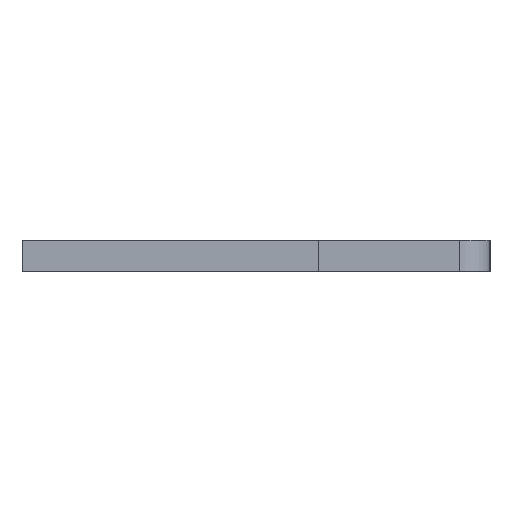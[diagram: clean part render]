
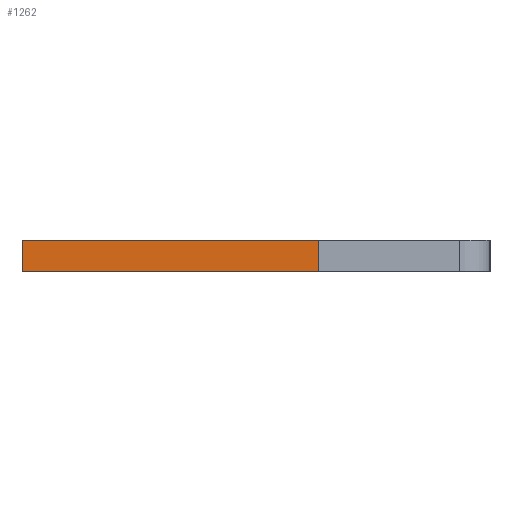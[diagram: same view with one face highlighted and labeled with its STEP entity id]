
A CAD part, left-side view. The second image highlights one B-rep face of the part: STEP entity #1262.
In plain terms, the highlighted face is planar.
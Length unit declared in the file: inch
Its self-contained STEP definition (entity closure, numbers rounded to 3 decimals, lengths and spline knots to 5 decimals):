
#4 = CARTESIAN_POINT ( 'NONE',  ( 0.01, -0.04, -0.04 ) ) ;
#149 = DIRECTION ( 'NONE',  ( 0., 0., 1. ) ) ;
#155 = ORIENTED_EDGE ( 'NONE', *, *, #746, .T. ) ;
#198 = EDGE_LOOP ( 'NONE', ( #155, #913, #981, #848 ) ) ;
#206 = CARTESIAN_POINT ( 'NONE',  ( -0.01, -0.04, -0.04 ) ) ;
#248 = VERTEX_POINT ( 'NONE', #1040 ) ;
#266 = DIRECTION ( 'NONE',  ( -1., 0., 0. ) ) ;
#297 = VECTOR ( 'NONE', #266, 39.37008 ) ;
#360 = VECTOR ( 'NONE', #863, 39.37008 ) ;
#362 = CARTESIAN_POINT ( 'NONE',  ( -0.01, 0.15, -0.04 ) ) ;
#389 = CARTESIAN_POINT ( 'NONE',  ( 0.01, 0.15, -0.04 ) ) ;
#400 = CARTESIAN_POINT ( 'NONE',  ( 0.01, 0.15, -0.04 ) ) ;
#412 = PLANE ( 'NONE',  #1274 ) ;
#435 = VECTOR ( 'NONE', #882, 39.37008 ) ;
#484 = DIRECTION ( 'NONE',  ( 0., 1., 0. ) ) ;
#513 = DIRECTION ( 'NONE',  ( 1., 0., 0. ) ) ;
#556 = LINE ( 'NONE', #982, #297 ) ;
#573 = LINE ( 'NONE', #389, #360 ) ;
#616 = VERTEX_POINT ( 'NONE', #206 ) ;
#666 = FACE_OUTER_BOUND ( 'NONE', #198, .T. ) ;
#670 = CARTESIAN_POINT ( 'NONE',  ( -0.01, 0.15, -0.04 ) ) ;
#746 = EDGE_CURVE ( 'NONE', #616, #1459, #1003, .T. ) ;
#848 = ORIENTED_EDGE ( 'NONE', *, *, #1035, .T. ) ;
#863 = DIRECTION ( 'NONE',  ( 0., 1., 0. ) ) ;
#882 = DIRECTION ( 'NONE',  ( -1., 0., 0. ) ) ;
#913 = ORIENTED_EDGE ( 'NONE', *, *, #1138, .F. ) ;
#981 = ORIENTED_EDGE ( 'NONE', *, *, #1086, .F. ) ;
#982 = CARTESIAN_POINT ( 'NONE',  ( 0.01, -0.04, -0.04 ) ) ;
#1003 = LINE ( 'NONE', #362, #1102 ) ;
#1035 = EDGE_CURVE ( 'NONE', #1144, #616, #556, .T. ) ;
#1040 = CARTESIAN_POINT ( 'NONE',  ( 0.01, 0.15, -0.04 ) ) ;
#1086 = EDGE_CURVE ( 'NONE', #1144, #248, #573, .T. ) ;
#1102 = VECTOR ( 'NONE', #484, 39.37008 ) ;
#1138 = EDGE_CURVE ( 'NONE', #248, #1459, #1377, .T. ) ;
#1144 = VERTEX_POINT ( 'NONE', #4 ) ;
#1262 = ADVANCED_FACE ( 'NONE', ( #666 ), #412, .F. ) ;
#1274 = AXIS2_PLACEMENT_3D ( 'NONE', #400, #149, #513 ) ;
#1377 = LINE ( 'NONE', #1499, #435 ) ;
#1459 = VERTEX_POINT ( 'NONE', #670 ) ;
#1499 = CARTESIAN_POINT ( 'NONE',  ( 0.01, 0.15, -0.04 ) ) ;
